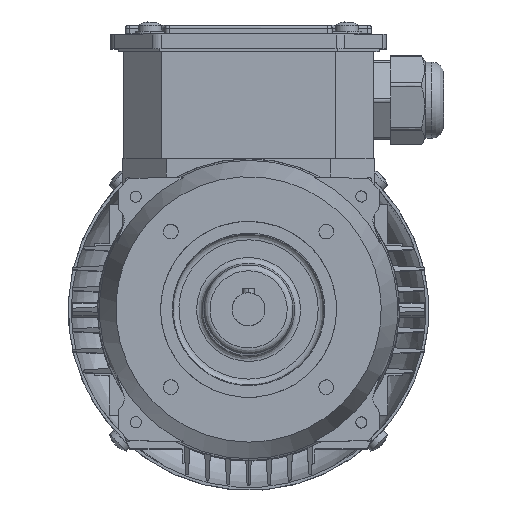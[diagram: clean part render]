
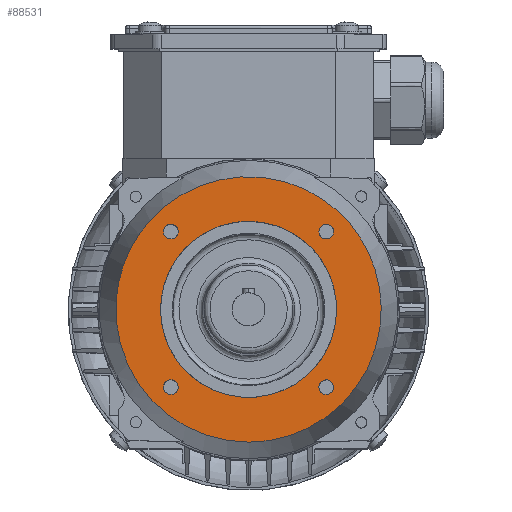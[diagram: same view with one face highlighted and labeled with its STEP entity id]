
A CAD part, top view. The second image highlights one B-rep face of the part: STEP entity #88531.
In plain terms, the highlighted free-form (B-spline) face has degree [1, 1] with [2, 2] control points.
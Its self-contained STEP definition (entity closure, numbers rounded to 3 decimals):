
#88149=CARTESIAN_POINT('V3242',(0.,30.0,-23.0));
#88150=VERTEX_POINT('V3242',#88149);
#88156=CARTESIAN_POINT('E5062',(0.,30.0,-23.0));
#88157=CARTESIAN_POINT('E5062',(-51.962,30.0,-23.0));
#88158=CARTESIAN_POINT('E5062',(-25.981,-15.0,-23.0));
#88159=CARTESIAN_POINT('E5062',(0.,-60.0,-23.0));
#88160=CARTESIAN_POINT('E5062',(25.981,-15.0,-23.0));
#88161=CARTESIAN_POINT('E5062',(51.962,30.0,-23.0));
#88162=CARTESIAN_POINT('E5062',(0.,30.0,-23.0));
#88170=(BOUNDED_CURVE()B_SPLINE_CURVE(2,(#88156,#88157,#88158,
   #88159,#88160,#88161,#88162),.CIRCULAR_ARC.,.T.,.U.)
   B_SPLINE_CURVE_WITH_KNOTS((3,2,2,3),(0.0,41.569,
   83.138,124.708),.UNSPECIFIED.)CURVE()
   GEOMETRIC_REPRESENTATION_ITEM()RATIONAL_B_SPLINE_CURVE((1.0,
   0.5,1.0,0.5,1.0,0.5,1.0)
   )REPRESENTATION_ITEM('E5062'));
#88171=EDGE_CURVE('E5062',#88150,#88150,#88170,.T.);
#88227=CARTESIAN_POINT('V3243',(26.517,
   29.017,-23.));
#88228=VERTEX_POINT('V3243',#88227);
#88236=CARTESIAN_POINT('E5063',(26.517,
   29.017,-23.));
#88237=CARTESIAN_POINT('E5063',(30.847,
   29.017,-23.));
#88238=CARTESIAN_POINT('E5063',(28.682,
   25.267,-23.));
#88239=CARTESIAN_POINT('E5063',(26.517,
   21.517,-23.));
#88240=CARTESIAN_POINT('E5063',(24.351,
   25.267,-23.));
#88241=CARTESIAN_POINT('E5063',(22.186,
   29.017,-23.));
#88242=CARTESIAN_POINT('E5063',(26.517,
   29.017,-23.));
#88250=(BOUNDED_CURVE()B_SPLINE_CURVE(2,(#88236,#88237,#88238,
   #88239,#88240,#88241,#88242),.CIRCULAR_ARC.,.T.,.U.)
   B_SPLINE_CURVE_WITH_KNOTS((3,2,2,3),(0.0,0.333,
   0.667,1.0),.UNSPECIFIED.)CURVE()
   GEOMETRIC_REPRESENTATION_ITEM()RATIONAL_B_SPLINE_CURVE((1.0,
   0.5,1.0,0.5,1.0,0.5,1.0)
   )REPRESENTATION_ITEM('E5063'));
#88251=EDGE_CURVE('E5063',#88228,#88228,#88250,.T.);
#88305=CARTESIAN_POINT('V3244',(-26.517,
   29.017,-23.));
#88306=VERTEX_POINT('V3244',#88305);
#88314=CARTESIAN_POINT('E5064',(-26.517,
   29.017,-23.));
#88315=CARTESIAN_POINT('E5064',(-22.186,
   29.017,-23.));
#88316=CARTESIAN_POINT('E5064',(-24.351,
   25.267,-23.));
#88317=CARTESIAN_POINT('E5064',(-26.517,
   21.517,-23.));
#88318=CARTESIAN_POINT('E5064',(-28.682,
   25.267,-23.));
#88319=CARTESIAN_POINT('E5064',(-30.847,
   29.017,-23.));
#88320=CARTESIAN_POINT('E5064',(-26.517,
   29.017,-23.));
#88328=(BOUNDED_CURVE()B_SPLINE_CURVE(2,(#88314,#88315,#88316,
   #88317,#88318,#88319,#88320),.CIRCULAR_ARC.,.T.,.U.)
   B_SPLINE_CURVE_WITH_KNOTS((3,2,2,3),(0.0,0.333,
   0.667,1.0),.UNSPECIFIED.)CURVE()
   GEOMETRIC_REPRESENTATION_ITEM()RATIONAL_B_SPLINE_CURVE((1.0,
   0.5,1.0,0.5,1.0,0.5,1.0)
   )REPRESENTATION_ITEM('E5064'));
#88329=EDGE_CURVE('E5064',#88306,#88306,#88328,.T.);
#88383=CARTESIAN_POINT('V3245',(-26.517,
   -24.017,-23.));
#88384=VERTEX_POINT('V3245',#88383);
#88392=CARTESIAN_POINT('E5065',(-26.517,
   -24.017,-23.));
#88393=CARTESIAN_POINT('E5065',(-22.186,
   -24.017,-23.));
#88394=CARTESIAN_POINT('E5065',(-24.351,
   -27.767,-23.));
#88395=CARTESIAN_POINT('E5065',(-26.517,
   -31.517,-23.));
#88396=CARTESIAN_POINT('E5065',(-28.682,
   -27.767,-23.));
#88397=CARTESIAN_POINT('E5065',(-30.847,
   -24.017,-23.));
#88398=CARTESIAN_POINT('E5065',(-26.517,
   -24.017,-23.));
#88406=(BOUNDED_CURVE()B_SPLINE_CURVE(2,(#88392,#88393,#88394,
   #88395,#88396,#88397,#88398),.CIRCULAR_ARC.,.T.,.U.)
   B_SPLINE_CURVE_WITH_KNOTS((3,2,2,3),(0.0,0.333,
   0.667,1.0),.UNSPECIFIED.)CURVE()
   GEOMETRIC_REPRESENTATION_ITEM()RATIONAL_B_SPLINE_CURVE((1.0,
   0.5,1.0,0.5,1.0,0.5,1.0)
   )REPRESENTATION_ITEM('E5065'));
#88407=EDGE_CURVE('E5065',#88384,#88384,#88406,.T.);
#88461=CARTESIAN_POINT('V3246',(26.502,
   -24.031,-23.));
#88462=VERTEX_POINT('V3246',#88461);
#88470=CARTESIAN_POINT('E5066',(26.502,
   -24.031,-23.));
#88471=CARTESIAN_POINT('E5066',(30.832,
   -24.031,-23.));
#88472=CARTESIAN_POINT('E5066',(28.667,
   -27.781,-23.));
#88473=CARTESIAN_POINT('E5066',(26.502,
   -31.531,-23.));
#88474=CARTESIAN_POINT('E5066',(24.337,
   -27.781,-23.));
#88475=CARTESIAN_POINT('E5066',(22.172,
   -24.031,-23.));
#88476=CARTESIAN_POINT('E5066',(26.502,
   -24.031,-23.));
#88484=(BOUNDED_CURVE()B_SPLINE_CURVE(2,(#88470,#88471,#88472,
   #88473,#88474,#88475,#88476),.CIRCULAR_ARC.,.T.,.U.)
   B_SPLINE_CURVE_WITH_KNOTS((3,2,2,3),(0.0,0.333,
   0.667,1.0),.UNSPECIFIED.)CURVE()
   GEOMETRIC_REPRESENTATION_ITEM()RATIONAL_B_SPLINE_CURVE((1.0,
   0.5,1.0,0.5,1.0,0.5,1.0)
   )REPRESENTATION_ITEM('E5066'));
#88485=EDGE_CURVE('E5066',#88462,#88462,#88484,.T.);
#88490=CARTESIAN_POINT('F1909',(-72.432,
   -73.181,-23.));
#88491=CARTESIAN_POINT('F1909',(-72.432,
   73.181,-23.));
#88492=CARTESIAN_POINT('F1909',(72.432,
   -73.181,-23.));
#88493=CARTESIAN_POINT('F1909',(72.432,
   73.181,-23.));
#88494=QUASI_UNIFORM_SURFACE('F1909',1,1,((#88490,#88492),(#88491,
   #88493)),.PLANE_SURF.,.F.,.F.,.U.);
#88495=CARTESIAN_POINT('V3241',(0.,-45.264,
   -23.));
#88496=VERTEX_POINT('V3241',#88495);
#88497=CARTESIAN_POINT('E5061',(0.,-45.264,
   -23.));
#88498=CARTESIAN_POINT('E5061',(-78.399,
   -45.264,-23.));
#88499=CARTESIAN_POINT('E5061',(-39.199,
   22.632,-23.));
#88500=CARTESIAN_POINT('E5061',(0.,90.527,
   -23.));
#88501=CARTESIAN_POINT('E5061',(39.199,
   22.632,-23.));
#88502=CARTESIAN_POINT('E5061',(78.399,
   -45.264,-23.));
#88503=CARTESIAN_POINT('E5061',(0.,-45.264,
   -23.));
#88511=(BOUNDED_CURVE()B_SPLINE_CURVE(2,(#88497,#88498,#88499,
   #88500,#88501,#88502,#88503),.CIRCULAR_ARC.,.T.,.U.)
   B_SPLINE_CURVE_WITH_KNOTS((3,2,2,3),(0.0,0.333,
   0.667,1.0),.UNSPECIFIED.)CURVE()
   GEOMETRIC_REPRESENTATION_ITEM()RATIONAL_B_SPLINE_CURVE((1.0,
   0.5,1.0,0.5,1.0,0.5,1.0)
   )REPRESENTATION_ITEM('E5061'));
#88512=EDGE_CURVE('E5061',#88496,#88496,#88511,.T.);
#88513=ORIENTED_EDGE('E5061',*,*,#88512,.F.);
#88514=EDGE_LOOP('F1909',(#88513));
#88515=FACE_OUTER_BOUND('F1909',#88514,.T.);
#88516=ORIENTED_EDGE('F1914',*,*,#88485,.T.);
#88517=EDGE_LOOP('F1909',(#88516));
#88518=FACE_BOUND('F1909',#88517,.T.);
#88519=ORIENTED_EDGE('F1911',*,*,#88407,.T.);
#88520=EDGE_LOOP('F1909',(#88519));
#88521=FACE_BOUND('F1909',#88520,.T.);
#88522=ORIENTED_EDGE('F1912',*,*,#88329,.T.);
#88523=EDGE_LOOP('F1909',(#88522));
#88524=FACE_BOUND('F1909',#88523,.T.);
#88525=ORIENTED_EDGE('F1913',*,*,#88251,.T.);
#88526=EDGE_LOOP('F1909',(#88525));
#88527=FACE_BOUND('F1909',#88526,.T.);
#88528=ORIENTED_EDGE('E5062',*,*,#88171,.F.);
#88529=EDGE_LOOP('F1909',(#88528));
#88530=FACE_BOUND('F1909',#88529,.T.);
#88531=ADVANCED_FACE('F1909',(#88515,#88518,#88521,#88524,#88527,
   #88530),#88494,.F.);
